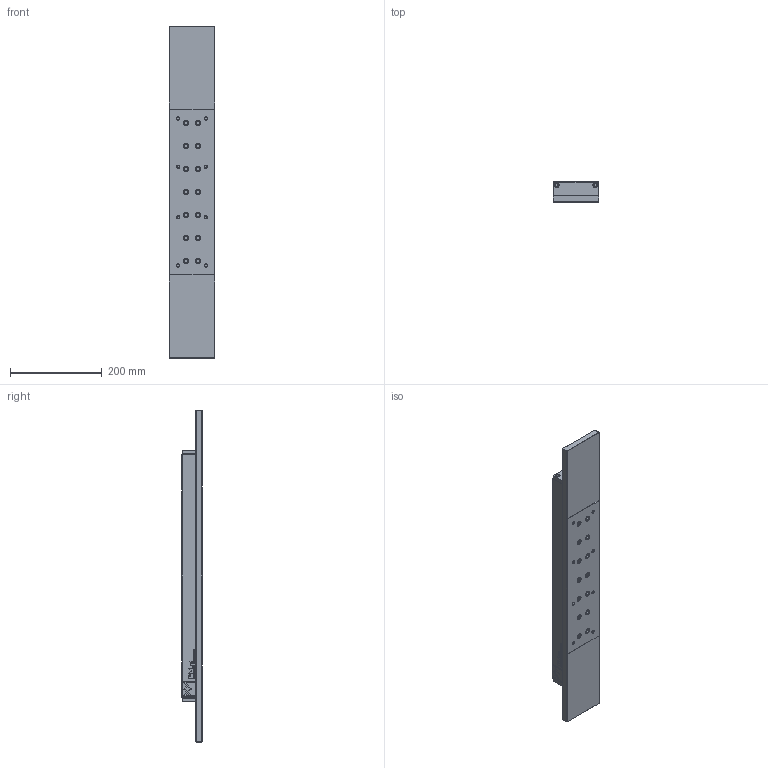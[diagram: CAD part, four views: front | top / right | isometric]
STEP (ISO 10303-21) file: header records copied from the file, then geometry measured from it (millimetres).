
FILE_DESCRIPTION(/* description */ (''),/* implementation_level */ '2;1');
FILE_NAME(/* name */ 'RTNG-6350.stp',/* time_stamp */ '2024-10-01T13:56:04+02:00',/* author */ (''),/* organization */ (''),/* preprocessor_version */ 'ST-DEVELOPER v16.7',/* originating_system */ 'SIEMENS PLM Software NX 12.0',/* authorisation */ '');
FILE_SCHEMA (('AUTOMOTIVE_DESIGN { 1 0 10303 214 3 1 1 1 }'));
Length unit declared in the file: millimetre
Products named in the file (1): RTNG-6350_stp
Bounding box: 99.5 x 45 x 723 mm (x, y, z)
Volume: 2319869.3 mm3; surface area: 407971 mm2
Topology: 4 solids, 4 shells, 1413 faces, 3541 edges, 2284 vertices
Faces by surface type: plane 882, cylinder 183, bspline 180, cone 104, torus 64
Entity records: 46952 total; most frequent: CARTESIAN_POINT 9723, ORIENTED_EDGE 7082, DIRECTION 6323, EDGE_CURVE 3541, LINE 2507, VECTOR 2507, VERTEX_POINT 2284, AXIS2_PLACEMENT_3D 1908
